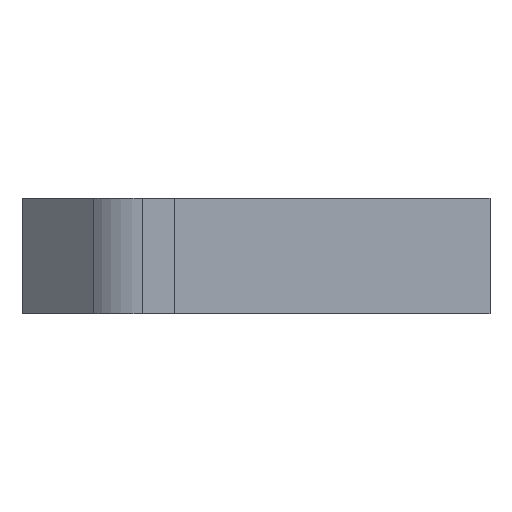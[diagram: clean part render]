
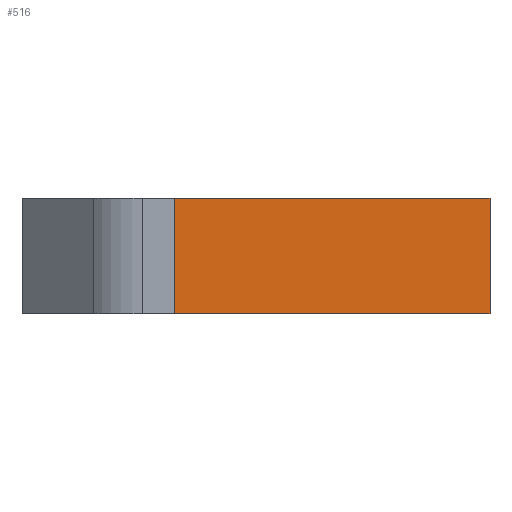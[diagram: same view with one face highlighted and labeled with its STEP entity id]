
A CAD part, front view. The second image highlights one B-rep face of the part: STEP entity #516.
In plain terms, the highlighted planar face has unit normal (0, -1, 0).
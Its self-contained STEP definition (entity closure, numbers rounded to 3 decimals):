
#159 = VERTEX_POINT('',#160);
#160 = CARTESIAN_POINT('',(200.504,453.026,
    357.797));
#166 = EDGE_CURVE('',#167,#159,#169,.T.);
#167 = VERTEX_POINT('',#168);
#168 = CARTESIAN_POINT('',(214.204,453.026,
    357.797));
#169 = LINE('',#170,#171);
#170 = CARTESIAN_POINT('',(214.204,453.026,
    357.797));
#171 = VECTOR('',#172,1.);
#172 = DIRECTION('',(-1.,0.,0.));
#474 = VERTEX_POINT('',#475);
#475 = CARTESIAN_POINT('',(214.204,453.026,
    362.797));
#481 = EDGE_CURVE('',#167,#474,#482,.T.);
#482 = LINE('',#483,#484);
#483 = CARTESIAN_POINT('',(214.204,453.026,
    357.797));
#484 = VECTOR('',#485,1.);
#485 = DIRECTION('',(0.,0.,1.));
#516 = ADVANCED_FACE('',(#517),#535,.T.);
#517 = FACE_BOUND('',#518,.T.);
#518 = EDGE_LOOP('',(#519,#520,#528,#534));
#519 = ORIENTED_EDGE('',*,*,#481,.T.);
#520 = ORIENTED_EDGE('',*,*,#521,.T.);
#521 = EDGE_CURVE('',#474,#522,#524,.T.);
#522 = VERTEX_POINT('',#523);
#523 = CARTESIAN_POINT('',(200.504,453.026,
    362.797));
#524 = LINE('',#525,#526);
#525 = CARTESIAN_POINT('',(214.204,453.026,
    362.797));
#526 = VECTOR('',#527,1.);
#527 = DIRECTION('',(-1.,0.,0.));
#528 = ORIENTED_EDGE('',*,*,#529,.F.);
#529 = EDGE_CURVE('',#159,#522,#530,.T.);
#530 = LINE('',#531,#532);
#531 = CARTESIAN_POINT('',(200.504,453.026,
    357.797));
#532 = VECTOR('',#533,1.);
#533 = DIRECTION('',(0.,0.,1.));
#534 = ORIENTED_EDGE('',*,*,#166,.F.);
#535 = PLANE('',#536);
#536 = AXIS2_PLACEMENT_3D('',#537,#538,#539);
#537 = CARTESIAN_POINT('',(214.204,453.026,
    357.797));
#538 = DIRECTION('',(0.,-1.,0.));
#539 = DIRECTION('',(-1.,0.,0.));
